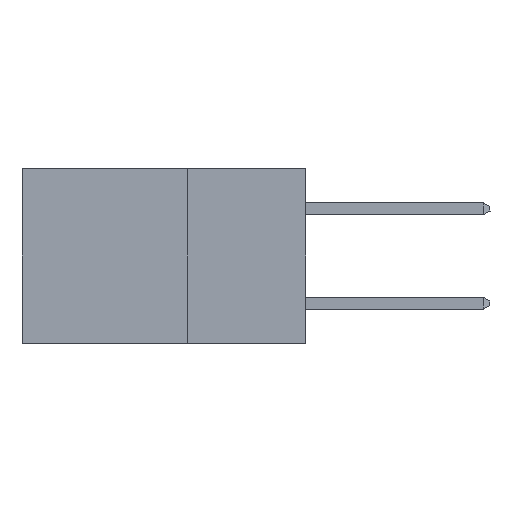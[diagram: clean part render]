
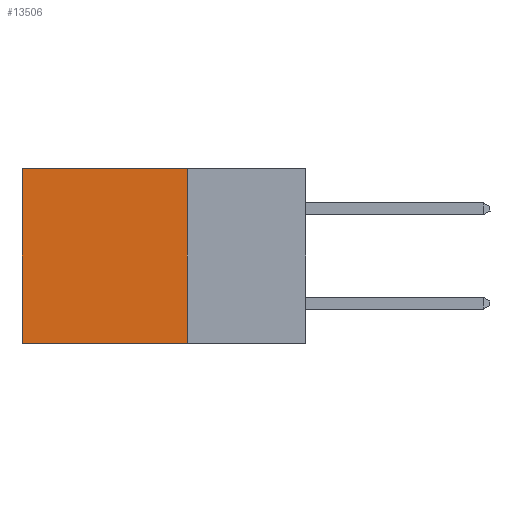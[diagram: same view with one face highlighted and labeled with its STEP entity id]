
A CAD part, left-side view. The second image highlights one B-rep face of the part: STEP entity #13506.
In plain terms, the highlighted planar face has unit normal (-1, 0, 0).
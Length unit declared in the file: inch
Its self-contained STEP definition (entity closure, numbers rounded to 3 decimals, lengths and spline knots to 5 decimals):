
#24 = EDGE_CURVE ( 'NONE', #11057, #3120, #4325, .T. ) ;
#314 = AXIS2_PLACEMENT_3D ( 'NONE', #12294, #11043, #8224 ) ;
#845 = ORIENTED_EDGE ( 'NONE', *, *, #24, .T. ) ;
#981 = CARTESIAN_POINT ( 'NONE',  ( 0.298, 0.25, 0. ) ) ;
#1098 = EDGE_CURVE ( 'NONE', #16298, #11057, #16429, .T. ) ;
#2571 = PLANE ( 'NONE',  #314 ) ;
#2623 = DIRECTION ( 'NONE',  ( 0., 1., 0. ) ) ;
#2730 = VECTOR ( 'NONE', #8561, 39.37008 ) ;
#3120 = VERTEX_POINT ( 'NONE', #3646 ) ;
#3182 = CARTESIAN_POINT ( 'NONE',  ( 0.298, 0.25, 0. ) ) ;
#3646 = CARTESIAN_POINT ( 'NONE',  ( 0.298, 0.6, -0.37 ) ) ;
#4325 = LINE ( 'NONE', #14975, #14702 ) ;
#5398 = LINE ( 'NONE', #14177, #2730 ) ;
#5908 = FACE_OUTER_BOUND ( 'NONE', #15787, .T. ) ;
#6498 = CARTESIAN_POINT ( 'NONE',  ( 0.298, 0.6, 0. ) ) ;
#6734 = DIRECTION ( 'NONE',  ( 0., 1., 0. ) ) ;
#7590 = EDGE_CURVE ( 'NONE', #16298, #16797, #5398, .T. ) ;
#8224 = DIRECTION ( 'NONE',  ( 0., 0., -1. ) ) ;
#8512 = CARTESIAN_POINT ( 'NONE',  ( 0.298, 0.25, -0.37 ) ) ;
#8561 = DIRECTION ( 'NONE',  ( 0., 0., -1. ) ) ;
#9395 = VECTOR ( 'NONE', #2623, 39.37008 ) ;
#10853 = DIRECTION ( 'NONE',  ( 0., 0., -1. ) ) ;
#11043 = DIRECTION ( 'NONE',  ( 1., 0., 0. ) ) ;
#11057 = VERTEX_POINT ( 'NONE', #6498 ) ;
#11136 = EDGE_CURVE ( 'NONE', #16797, #3120, #17259, .T. ) ;
#12294 = CARTESIAN_POINT ( 'NONE',  ( 0.298, 0.25, 0. ) ) ;
#12880 = ORIENTED_EDGE ( 'NONE', *, *, #7590, .F. ) ;
#13506 = ADVANCED_FACE ( 'NONE', ( #5908 ), #2571, .F. ) ;
#14177 = CARTESIAN_POINT ( 'NONE',  ( 0.298, 0.25, 0. ) ) ;
#14702 = VECTOR ( 'NONE', #10853, 39.37008 ) ;
#14975 = CARTESIAN_POINT ( 'NONE',  ( 0.298, 0.6, 0. ) ) ;
#15256 = VECTOR ( 'NONE', #6734, 39.37008 ) ;
#15787 = EDGE_LOOP ( 'NONE', ( #845, #17816, #12880, #17490 ) ) ;
#16298 = VERTEX_POINT ( 'NONE', #3182 ) ;
#16429 = LINE ( 'NONE', #981, #9395 ) ;
#16468 = CARTESIAN_POINT ( 'NONE',  ( 0.298, 0.25, -0.37 ) ) ;
#16797 = VERTEX_POINT ( 'NONE', #8512 ) ;
#17259 = LINE ( 'NONE', #16468, #15256 ) ;
#17490 = ORIENTED_EDGE ( 'NONE', *, *, #1098, .T. ) ;
#17816 = ORIENTED_EDGE ( 'NONE', *, *, #11136, .F. ) ;
